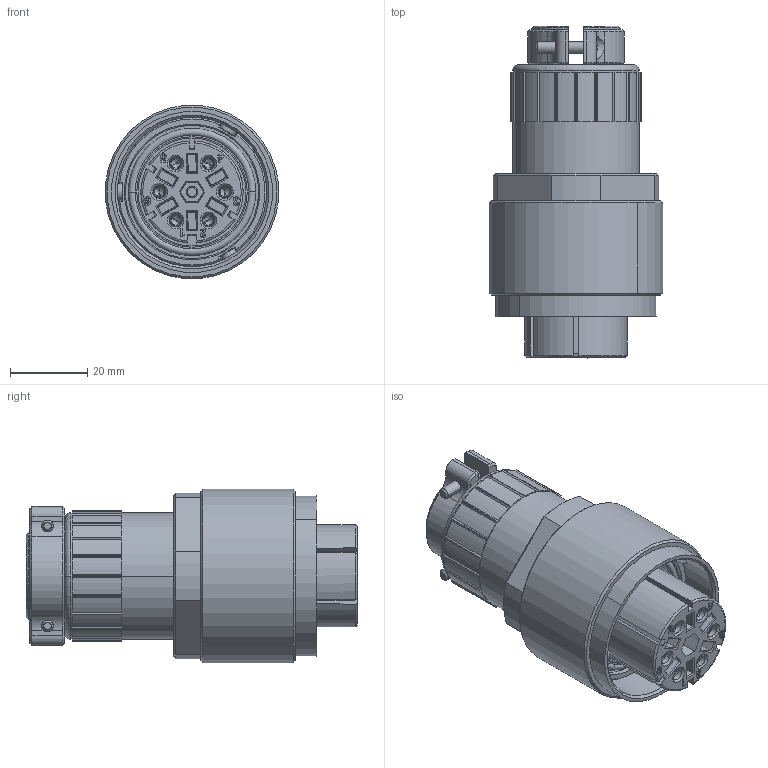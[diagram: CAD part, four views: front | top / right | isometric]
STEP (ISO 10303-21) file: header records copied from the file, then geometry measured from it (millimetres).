
FILE_DESCRIPTION((''),'2;1');
FILE_NAME('PRT0003','2017-07-27T',('tc.chen'),(''),'PRO/ENGINEER BY PARAMETRIC TECHNOLOGY CORPORATION, 2012480','PRO/ENGINEER BY PARAMETRIC TECHNOLOGY CORPORATION, 2012480','');
FILE_SCHEMA(('AUTOMOTIVE_DESIGN { 1 0 10303 214 1 1 1 1 }'));
Length unit declared in the file: millimetre
Products named in the file (1): PRT0003
Bounding box: 44.83 x 85.92 x 44.83 mm (x, y, z)
Volume: 58115.9 mm3; surface area: 43665.8 mm2
Topology: 1 solids, 1 shells, 2519 faces, 8389 edges, 5499 vertices
Faces by surface type: plane 1128, cylinder 700, cone 298, bspline 163, extrusion 149, torus 49, sphere 32
Entity records: 140693 total; most frequent: CARTESIAN_POINT 60360, ORIENTED_EDGE 16670, DIRECTION 12762, EDGE_CURVE 8335, VERTEX_POINT 5499, VECTOR 4352, AXIS2_PLACEMENT_3D 4205, LINE 4203
